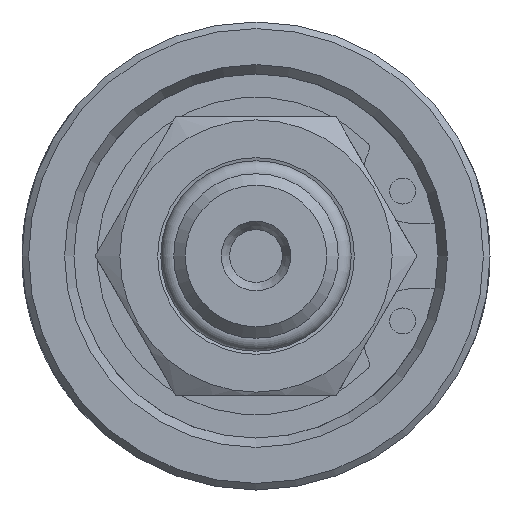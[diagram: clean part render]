
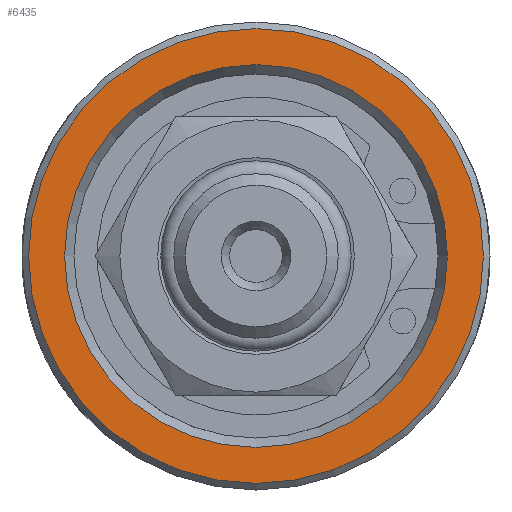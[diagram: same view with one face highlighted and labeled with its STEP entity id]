
A CAD part, left-side view. The second image highlights one B-rep face of the part: STEP entity #6435.
In plain terms, the highlighted planar face has unit normal (-1, 0, 0).
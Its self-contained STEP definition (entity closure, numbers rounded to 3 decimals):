
#73=FACE_BOUND('',#2226,.T.);
#1824=FACE_OUTER_BOUND('',#2225,.T.);
#2225=EDGE_LOOP('',(#5944));
#2226=EDGE_LOOP('',(#5945,#5946));
#2465=CIRCLE('',#6907,13.785);
#2466=CIRCLE('',#6909,11.6);
#2467=CIRCLE('',#6910,11.6);
#3106=VERTEX_POINT('',#50996);
#3107=VERTEX_POINT('',#51000);
#3108=VERTEX_POINT('',#51001);
#4056=EDGE_CURVE('',#3106,#3106,#2465,.T.);
#4057=EDGE_CURVE('',#3107,#3108,#2466,.T.);
#4058=EDGE_CURVE('',#3108,#3107,#2467,.T.);
#5944=ORIENTED_EDGE('',*,*,#4056,.F.);
#5945=ORIENTED_EDGE('',*,*,#4057,.T.);
#5946=ORIENTED_EDGE('',*,*,#4058,.T.);
#6080=PLANE('',#6908);
#6435=ADVANCED_FACE('',(#1824,#73),#6080,.T.);
#6907=AXIS2_PLACEMENT_3D('',#50998,#8169,#8170);
#6908=AXIS2_PLACEMENT_3D('',#50999,#8171,#8172);
#6909=AXIS2_PLACEMENT_3D('',#51002,#8173,#8174);
#6910=AXIS2_PLACEMENT_3D('',#51003,#8175,#8176);
#8169=DIRECTION('center_axis',(1.,0.,0.));
#8170=DIRECTION('ref_axis',(0.,-1.,0.));
#8171=DIRECTION('center_axis',(-1.,0.,0.));
#8172=DIRECTION('ref_axis',(0.,0.,1.));
#8173=DIRECTION('center_axis',(1.,0.,0.));
#8174=DIRECTION('ref_axis',(0.,1.,0.));
#8175=DIRECTION('center_axis',(1.,0.,0.));
#8176=DIRECTION('ref_axis',(0.,1.,0.));
#50996=CARTESIAN_POINT('',(0.,13.785,0.));
#50998=CARTESIAN_POINT('Origin',(0.,0.,0.));
#50999=CARTESIAN_POINT('Origin',(0.,7.093,0.));
#51000=CARTESIAN_POINT('',(0.,11.6,0.));
#51001=CARTESIAN_POINT('',(0.,-11.6,0.));
#51002=CARTESIAN_POINT('Origin',(0.,0.,0.));
#51003=CARTESIAN_POINT('Origin',(0.,0.,0.));
